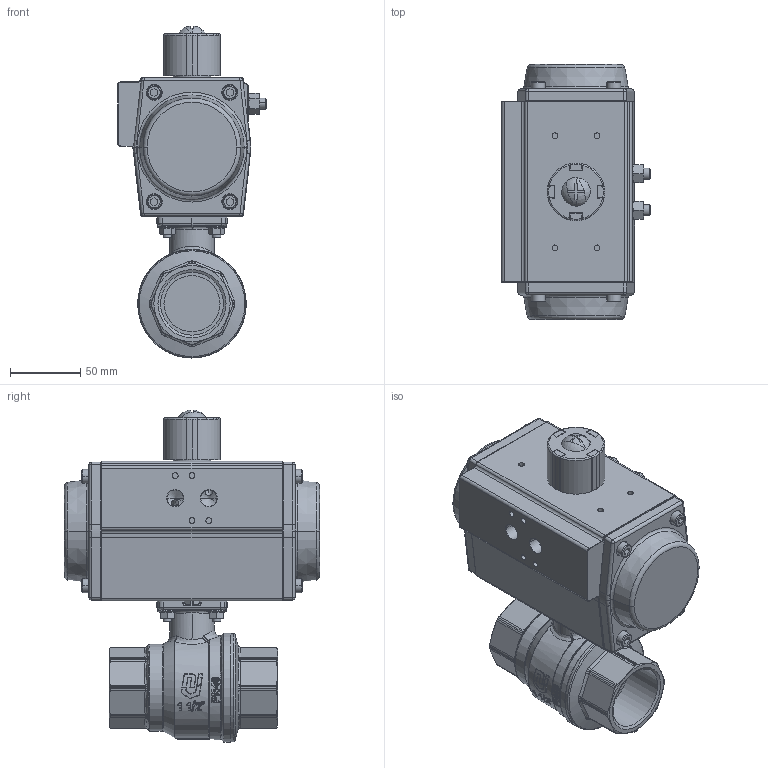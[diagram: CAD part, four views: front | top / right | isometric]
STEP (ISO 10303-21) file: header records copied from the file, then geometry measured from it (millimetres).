
FILE_DESCRIPTION(('HOOPS Exchange Step'),'2;1');
FILE_NAME('PK0101_DN40.stp','2025-03-25T09:09:28+01:00',('nieru'),('Unknown organisation'),'HOOPS Exchange 2024.2','HOOPS Exchange','Unknown authorisation');
FILE_SCHEMA( ('AP203_CONFIGURATION_CONTROLLED_3D_DESIGN_OF_MECHANICAL_PARTS_AND_ASSEMBLIES_MIM_LF') );
Length unit declared in the file: millimetre
Products named in the file (5): 0; root
Assembly tree (4 placements, depth 3):
  root
    0
      0
      0
      0
Bounding box: 106 x 182 x 236.9 mm (x, y, z)
Volume: 1148252.6 mm3; surface area: 220032.7 mm2
Topology: 34 solids, 36 shells, 2590 faces, 6271 edges, 3760 vertices
Faces by surface type: bspline 1091, cylinder 590, plane 531, torus 238, cone 98, sphere 42
Full cylindrical faces by diameter (mm): 5 x4, 6 x4, 6.8 x1, 44.845 x2, 62 x1, 74 x1, 77 x1, 77.5 x1
Entity records: 169314 total; most frequent: CARTESIAN_POINT 115263, ORIENTED_EDGE 12394, DIRECTION 9028, EDGE_CURVE 6197, VERTEX_POINT 3762, AXIS2_PLACEMENT_3D 3634, EDGE_LOOP 2737, FACE_BOUND 2737
